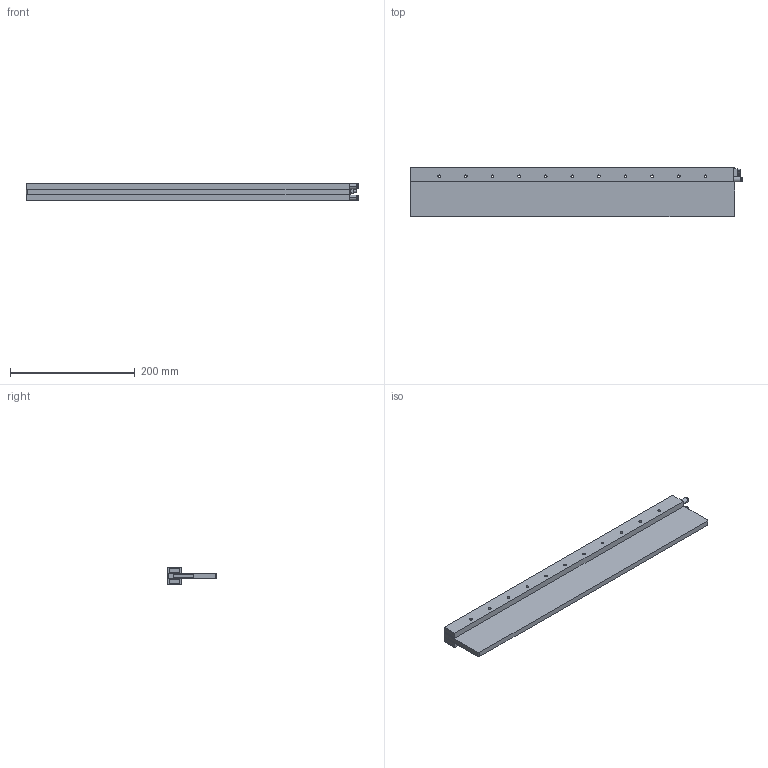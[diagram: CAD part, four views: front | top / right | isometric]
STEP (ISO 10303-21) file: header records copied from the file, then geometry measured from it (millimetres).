
FILE_DESCRIPTION((''),'2;1');
FILE_NAME('1266480-07-COOLED-D01-00-A','2019-03-08T08:17:07',('CH5795'),(''),'CREO PARAMETRIC BY PTC INC, 2017380','CREO PARAMETRIC BY PTC INC, 2017380','');
FILE_SCHEMA(('AUTOMOTIVE_DESIGN { 1 0 10303 214 1 1 1 1 }'));
Length unit declared in the file: millimetre
Products named in the file (1): 1266480-07-COOLED-D01-00-A
Bounding box: 532.1 x 79.8 x 28.4 mm (x, y, z)
Volume: 592151 mm3; surface area: 120029.3 mm2
Topology: 1 solids, 1 shells, 121 faces, 306 edges, 200 vertices
Faces by surface type: cylinder 66, plane 55
Entity records: 4190 total; most frequent: DIRECTION 684, CARTESIAN_POINT 629, ORIENTED_EDGE 612, EDGE_CURVE 306, AXIS2_PLACEMENT_3D 257, VERTEX_POINT 200, VECTOR 170, LINE 170
